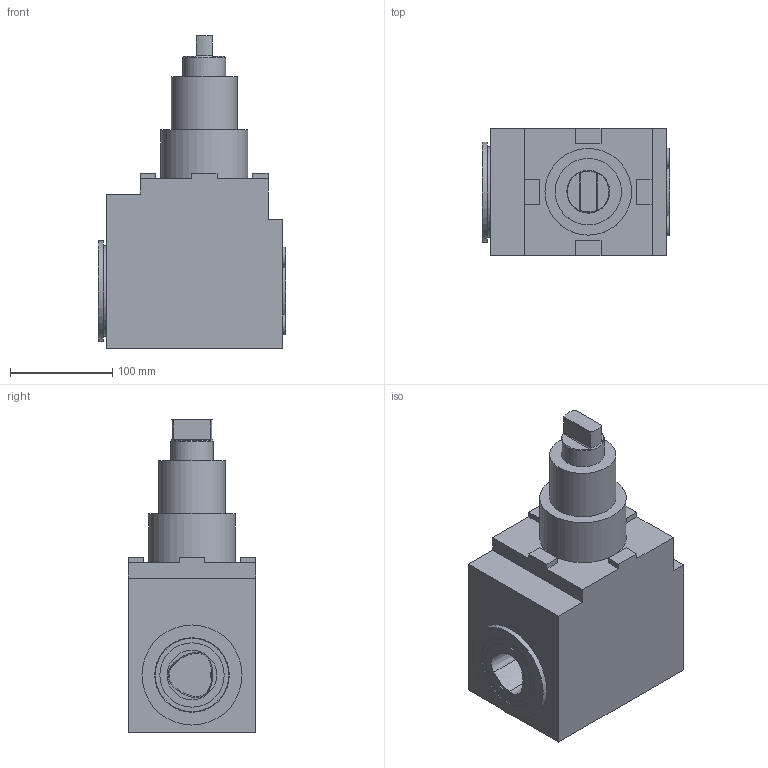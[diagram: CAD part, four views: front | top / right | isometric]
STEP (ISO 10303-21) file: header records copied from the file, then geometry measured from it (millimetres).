
FILE_DESCRIPTION(/* description */ (''),/* implementation_level */ '2;1');
FILE_NAME(/* name */ '1534145159032.stp',/* time_stamp */ '2018-08-13T09:26:05+02:00',/* author */ (''),/* organization */ ('SMS'),/* preprocessor_version */ 'ST-DEVELOPER v15',/* originating_system */ 'SIEMENS PLM Software NX 8.5',/* authorisation */ '');
FILE_SCHEMA (('AUTOMOTIVE_DESIGN { 1 0 10303 214 3 1 1 1 }'));
Length unit declared in the file: millimetre
Products named in the file (1): 201820419mod000_00
Bounding box: 184 x 125 x 306 mm (x, y, z)
Volume: 3963819.9 mm3; surface area: 181256.9 mm2
Topology: 1 solids, 1 shells, 70 faces, 172 edges, 115 vertices
Faces by surface type: plane 45, cylinder 17, cone 8
Full cylindrical faces by diameter (mm): 4 x1, 42 x1, 48.5 x1, 63 x1, 65 x1, 77 x1, 84.9 x1, 89 x1, 98 x1
Entity records: 2172 total; most frequent: CARTESIAN_POINT 495, DIRECTION 348, ORIENTED_EDGE 314, EDGE_CURVE 157, AXIS2_PLACEMENT_3D 126, VERTEX_POINT 111, LINE 96, VECTOR 96
